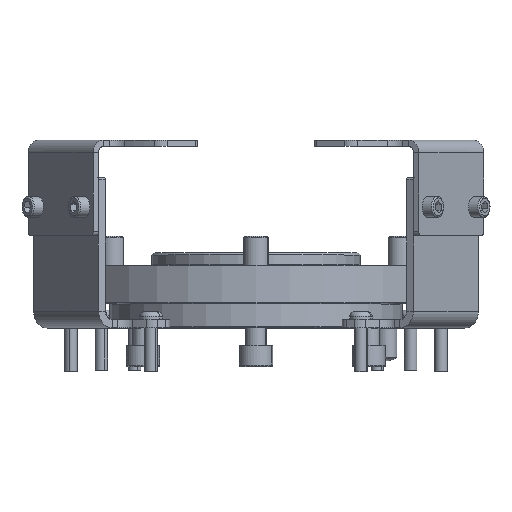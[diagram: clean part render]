
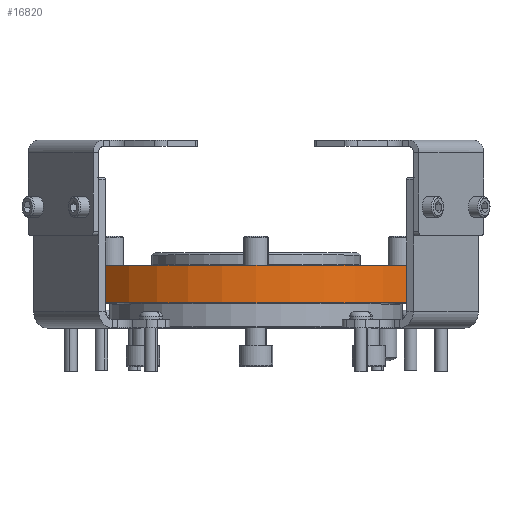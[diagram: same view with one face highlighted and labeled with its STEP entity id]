
A CAD part, top view. The second image highlights one B-rep face of the part: STEP entity #16820.
In plain terms, the highlighted cylindrical face has radius 95 mm (diameter 190 mm), a partial arc.
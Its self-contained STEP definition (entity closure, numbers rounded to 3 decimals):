
#162 = DIRECTION ( 'NONE',  ( -1., 0., 0. ) ) ;
#356 = VECTOR ( 'NONE', #2032, 1000. ) ;
#892 = LINE ( 'NONE', #20086, #356 ) ;
#1476 = AXIS2_PLACEMENT_3D ( 'NONE', #4805, #14624, #9582 ) ;
#1753 = CARTESIAN_POINT ( 'NONE',  ( -95., 24.1, 0. ) ) ;
#1928 = ORIENTED_EDGE ( 'NONE', *, *, #12806, .T. ) ;
#2032 = DIRECTION ( 'NONE',  ( 0., 1., 0. ) ) ;
#3650 = AXIS2_PLACEMENT_3D ( 'NONE', #19784, #9935, #162 ) ;
#3719 = CARTESIAN_POINT ( 'NONE',  ( 0., 24.1, 0. ) ) ;
#4157 = DIRECTION ( 'NONE',  ( 0., 1., 0. ) ) ;
#4805 = CARTESIAN_POINT ( 'NONE',  ( 0., 6.1, 0. ) ) ;
#5116 = CARTESIAN_POINT ( 'NONE',  ( 95., 24.1, 0. ) ) ;
#5188 = CIRCLE ( 'NONE', #17479, 95. ) ;
#5362 = DIRECTION ( 'NONE',  ( -1., 0., 0. ) ) ;
#7401 = EDGE_CURVE ( 'NONE', #17303, #20257, #9792, .T. ) ;
#7691 = ORIENTED_EDGE ( 'NONE', *, *, #16919, .F. ) ;
#7984 = FACE_OUTER_BOUND ( 'NONE', #13801, .T. ) ;
#9086 = VERTEX_POINT ( 'NONE', #5116 ) ;
#9303 = VECTOR ( 'NONE', #4157, 1000. ) ;
#9582 = DIRECTION ( 'NONE',  ( 1., 0., 0. ) ) ;
#9792 = LINE ( 'NONE', #12366, #9303 ) ;
#9935 = DIRECTION ( 'NONE',  ( 0., -1., 0. ) ) ;
#10636 = ORIENTED_EDGE ( 'NONE', *, *, #7401, .F. ) ;
#10964 = ORIENTED_EDGE ( 'NONE', *, *, #13274, .T. ) ;
#11819 = CYLINDRICAL_SURFACE ( 'NONE', #1476, 95. ) ;
#12366 = CARTESIAN_POINT ( 'NONE',  ( -95., 6.1, 0. ) ) ;
#12806 = EDGE_CURVE ( 'NONE', #14163, #9086, #892, .T. ) ;
#13274 = EDGE_CURVE ( 'NONE', #9086, #20257, #5188, .T. ) ;
#13801 = EDGE_LOOP ( 'NONE', ( #10636, #7691, #1928, #10964 ) ) ;
#14163 = VERTEX_POINT ( 'NONE', #18968 ) ;
#14624 = DIRECTION ( 'NONE',  ( 0., 1., 0. ) ) ;
#15165 = DIRECTION ( 'NONE',  ( 0., -1., 0. ) ) ;
#16820 = ADVANCED_FACE ( 'NONE', ( #7984 ), #11819, .T. ) ;
#16919 = EDGE_CURVE ( 'NONE', #14163, #17303, #19050, .T. ) ;
#17303 = VERTEX_POINT ( 'NONE', #19339 ) ;
#17479 = AXIS2_PLACEMENT_3D ( 'NONE', #3719, #15165, #5362 ) ;
#18968 = CARTESIAN_POINT ( 'NONE',  ( 95., 6.1, 0. ) ) ;
#19050 = CIRCLE ( 'NONE', #3650, 95. ) ;
#19339 = CARTESIAN_POINT ( 'NONE',  ( -95., 6.1, 0. ) ) ;
#19784 = CARTESIAN_POINT ( 'NONE',  ( 0., 6.1, 0. ) ) ;
#20086 = CARTESIAN_POINT ( 'NONE',  ( 95., 6.1, 0. ) ) ;
#20257 = VERTEX_POINT ( 'NONE', #1753 ) ;
